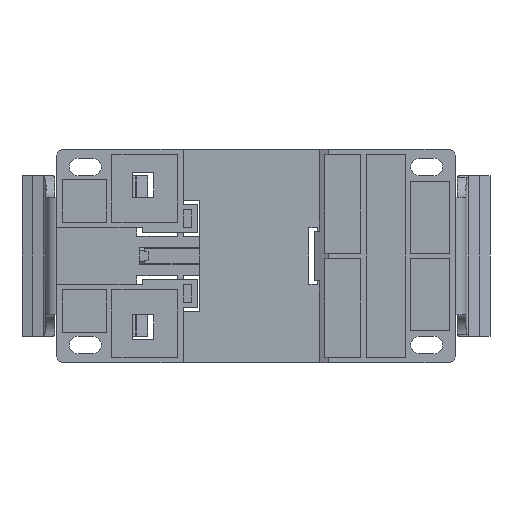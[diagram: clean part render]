
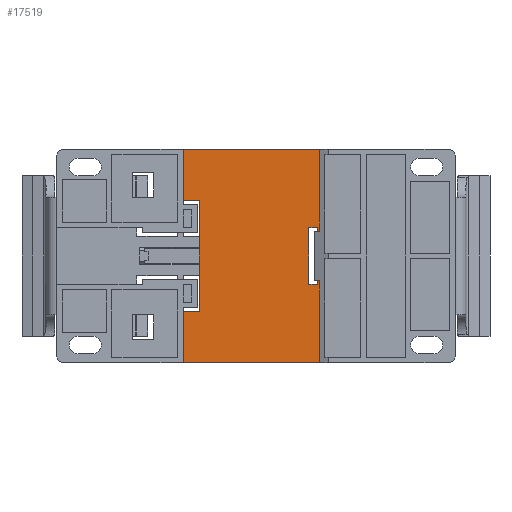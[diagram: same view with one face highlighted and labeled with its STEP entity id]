
A CAD part, front view. The second image highlights one B-rep face of the part: STEP entity #17519.
In plain terms, the highlighted planar face has unit normal (0, -1, 0).
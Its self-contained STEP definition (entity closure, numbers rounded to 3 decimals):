
#3196=DIRECTION('',(0.,0.,-1.));
#3197=VECTOR('',#3196,31.);
#3198=CARTESIAN_POINT('',(-15.9,5.4,15.5));
#3199=LINE('',#3198,#3197);
#3344=DIRECTION('',(0.,0.,-1.));
#3345=VECTOR('',#3344,14.5);
#3346=CARTESIAN_POINT('',(-20.5,5.4,30.));
#3347=LINE('',#3346,#3345);
#3368=DIRECTION('',(0.,0.,-1.));
#3369=VECTOR('',#3368,14.5);
#3370=CARTESIAN_POINT('',(-20.5,5.4,-15.5));
#3371=LINE('',#3370,#3369);
#4024=DIRECTION('',(-1.,0.,0.));
#4025=VECTOR('',#4024,2.5);
#4026=CARTESIAN_POINT('',(17.3,5.4,8.));
#4027=LINE('',#4026,#4025);
#4028=DIRECTION('',(0.,0.,-1.));
#4029=VECTOR('',#4028,16.);
#4030=CARTESIAN_POINT('',(14.8,5.4,8.));
#4031=LINE('',#4030,#4029);
#4032=DIRECTION('',(1.,0.,0.));
#4033=VECTOR('',#4032,2.5);
#4034=CARTESIAN_POINT('',(14.8,5.4,-8.));
#4035=LINE('',#4034,#4033);
#4036=DIRECTION('',(0.,0.,1.));
#4037=VECTOR('',#4036,1.);
#4038=CARTESIAN_POINT('',(17.3,5.4,-8.));
#4039=LINE('',#4038,#4037);
#4040=DIRECTION('',(-1.,0.,0.));
#4041=VECTOR('',#4040,0.5);
#4042=CARTESIAN_POINT('',(17.8,5.4,-7.));
#4043=LINE('',#4042,#4041);
#4044=DIRECTION('',(0.,0.,1.));
#4045=VECTOR('',#4044,23.);
#4046=CARTESIAN_POINT('',(17.8,5.4,-30.));
#4047=LINE('',#4046,#4045);
#4048=DIRECTION('',(-1.,0.,0.));
#4049=VECTOR('',#4048,38.3);
#4050=CARTESIAN_POINT('',(17.8,5.4,-30.));
#4051=LINE('',#4050,#4049);
#4052=DIRECTION('',(1.,0.,0.));
#4053=VECTOR('',#4052,4.6);
#4054=CARTESIAN_POINT('',(-20.5,5.4,-15.5));
#4055=LINE('',#4054,#4053);
#4056=DIRECTION('',(1.,0.,0.));
#4057=VECTOR('',#4056,4.6);
#4058=CARTESIAN_POINT('',(-20.5,5.4,15.5));
#4059=LINE('',#4058,#4057);
#4060=DIRECTION('',(1.,0.,0.));
#4061=VECTOR('',#4060,38.3);
#4062=CARTESIAN_POINT('',(-20.5,5.4,30.));
#4063=LINE('',#4062,#4061);
#4064=DIRECTION('',(0.,0.,1.));
#4065=VECTOR('',#4064,23.);
#4066=CARTESIAN_POINT('',(17.8,5.4,7.));
#4067=LINE('',#4066,#4065);
#4068=DIRECTION('',(-1.,0.,0.));
#4069=VECTOR('',#4068,0.5);
#4070=CARTESIAN_POINT('',(17.8,5.4,7.));
#4071=LINE('',#4070,#4069);
#4072=DIRECTION('',(0.,0.,1.));
#4073=VECTOR('',#4072,1.);
#4074=CARTESIAN_POINT('',(17.3,5.4,7.));
#4075=LINE('',#4074,#4073);
#11416=CARTESIAN_POINT('',(-20.5,5.4,-30.));
#11418=VERTEX_POINT('',#11416);
#11420=CARTESIAN_POINT('',(-20.5,5.4,30.));
#11422=VERTEX_POINT('',#11420);
#11431=CARTESIAN_POINT('',(17.8,5.4,30.));
#11432=VERTEX_POINT('',#11431);
#11433=CARTESIAN_POINT('',(17.8,5.4,-30.));
#11434=VERTEX_POINT('',#11433);
#11435=CARTESIAN_POINT('',(17.8,5.4,-7.));
#11436=VERTEX_POINT('',#11435);
#11437=CARTESIAN_POINT('',(17.8,5.4,7.));
#11438=VERTEX_POINT('',#11437);
#12697=CARTESIAN_POINT('',(17.3,5.4,8.));
#12698=CARTESIAN_POINT('',(14.8,5.4,8.));
#12699=VERTEX_POINT('',#12697);
#12700=VERTEX_POINT('',#12698);
#12701=CARTESIAN_POINT('',(14.8,5.4,-8.));
#12702=VERTEX_POINT('',#12701);
#12703=CARTESIAN_POINT('',(17.3,5.4,-8.));
#12704=VERTEX_POINT('',#12703);
#12705=CARTESIAN_POINT('',(17.3,5.4,-7.));
#12706=VERTEX_POINT('',#12705);
#12707=CARTESIAN_POINT('',(17.3,5.4,7.));
#12708=VERTEX_POINT('',#12707);
#12709=CARTESIAN_POINT('',(-20.5,5.4,15.5));
#12710=CARTESIAN_POINT('',(-15.9,5.4,15.5));
#12711=VERTEX_POINT('',#12709);
#12712=VERTEX_POINT('',#12710);
#12713=CARTESIAN_POINT('',(-20.5,5.4,-15.5));
#12714=CARTESIAN_POINT('',(-15.9,5.4,-15.5));
#12715=VERTEX_POINT('',#12713);
#12716=VERTEX_POINT('',#12714);
#17487=CARTESIAN_POINT('',(0.,5.4,-30.));
#17488=DIRECTION('',(0.,-1.,0.));
#17489=DIRECTION('',(0.,0.,1.));
#17490=AXIS2_PLACEMENT_3D('',#17487,#17488,#17489);
#17491=PLANE('',#17490);
#17493=ORIENTED_EDGE('',*,*,#17492,.T.);
#17495=ORIENTED_EDGE('',*,*,#17494,.T.);
#17497=ORIENTED_EDGE('',*,*,#17496,.T.);
#17499=ORIENTED_EDGE('',*,*,#17498,.T.);
#17501=ORIENTED_EDGE('',*,*,#17500,.F.);
#17502=ORIENTED_EDGE('',*,*,#17466,.F.);
#17503=ORIENTED_EDGE('',*,*,#14086,.T.);
#17504=ORIENTED_EDGE('',*,*,#16764,.F.);
#17506=ORIENTED_EDGE('',*,*,#17505,.T.);
#17507=ORIENTED_EDGE('',*,*,#16577,.F.);
#17509=ORIENTED_EDGE('',*,*,#17508,.F.);
#17510=ORIENTED_EDGE('',*,*,#16737,.F.);
#17511=ORIENTED_EDGE('',*,*,#15405,.T.);
#17512=ORIENTED_EDGE('',*,*,#17481,.F.);
#17514=ORIENTED_EDGE('',*,*,#17513,.T.);
#17516=ORIENTED_EDGE('',*,*,#17515,.T.);
#17517=EDGE_LOOP('',(#17493,#17495,#17497,#17499,#17501,#17502,#17503,#17504,
#17506,#17507,#17509,#17510,#17511,#17512,#17514,#17516));
#17518=FACE_OUTER_BOUND('',#17517,.F.);
#17519=ADVANCED_FACE('',(#17518),#17491,.T.);
#14086=EDGE_CURVE('',#11434,#11418,#4051,.T.);
#15405=EDGE_CURVE('',#11422,#11432,#4063,.T.);
#16577=EDGE_CURVE('',#12712,#12716,#3199,.T.);
#16737=EDGE_CURVE('',#11422,#12711,#3347,.T.);
#16764=EDGE_CURVE('',#12715,#11418,#3371,.T.);
#17466=EDGE_CURVE('',#11434,#11436,#4047,.T.);
#17481=EDGE_CURVE('',#11438,#11432,#4067,.T.);
#17492=EDGE_CURVE('',#12699,#12700,#4027,.T.);
#17494=EDGE_CURVE('',#12700,#12702,#4031,.T.);
#17496=EDGE_CURVE('',#12702,#12704,#4035,.T.);
#17498=EDGE_CURVE('',#12704,#12706,#4039,.T.);
#17500=EDGE_CURVE('',#11436,#12706,#4043,.T.);
#17505=EDGE_CURVE('',#12715,#12716,#4055,.T.);
#17508=EDGE_CURVE('',#12711,#12712,#4059,.T.);
#17513=EDGE_CURVE('',#11438,#12708,#4071,.T.);
#17515=EDGE_CURVE('',#12708,#12699,#4075,.T.);
